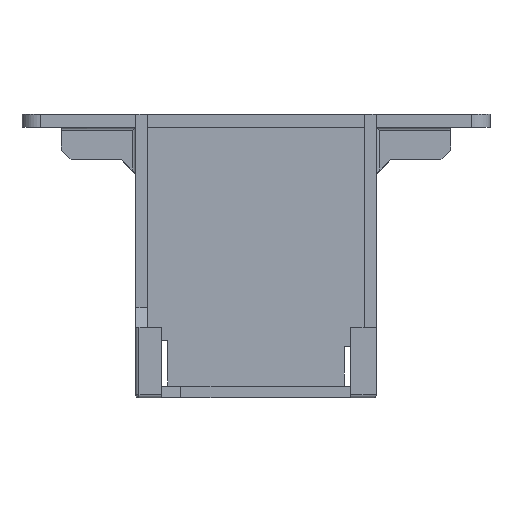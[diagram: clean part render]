
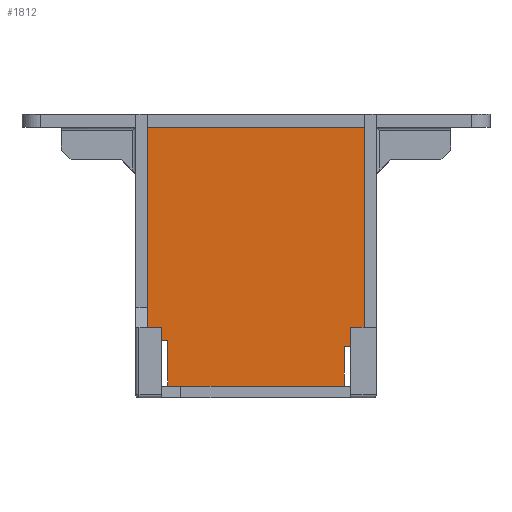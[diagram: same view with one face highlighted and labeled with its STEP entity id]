
A CAD part, left-side view. The second image highlights one B-rep face of the part: STEP entity #1812.
In plain terms, the highlighted planar face has unit normal (-1, 0, 0).
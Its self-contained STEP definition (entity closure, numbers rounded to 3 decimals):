
#6 = FACE_OUTER_BOUND ( 'NONE', #792, .T. ) ;
#24 = CARTESIAN_POINT ( 'NONE',  ( -0.6, 13.5, -32.6 ) ) ;
#48 = ORIENTED_EDGE ( 'NONE', *, *, #2072, .T. ) ;
#58 = VERTEX_POINT ( 'NONE', #1691 ) ;
#64 = CARTESIAN_POINT ( 'NONE',  ( -0.6, -13.5, -39.6 ) ) ;
#71 = AXIS2_PLACEMENT_3D ( 'NONE', #1665, #1683, #1496 ) ;
#114 = ORIENTED_EDGE ( 'NONE', *, *, #404, .F. ) ;
#168 = VERTEX_POINT ( 'NONE', #1750 ) ;
#188 = LINE ( 'NONE', #357, #1264 ) ;
#207 = CARTESIAN_POINT ( 'NONE',  ( -0.6, -16.6, -33.6 ) ) ;
#213 = LINE ( 'NONE', #1027, #915 ) ;
#294 = CARTESIAN_POINT ( 'NONE',  ( -0.6, 16.6, -32.6 ) ) ;
#357 = CARTESIAN_POINT ( 'NONE',  ( -0.6, -16.6, -33.6 ) ) ;
#404 = EDGE_CURVE ( 'NONE', #1888, #948, #213, .T. ) ;
#421 = EDGE_CURVE ( 'NONE', #1745, #1951, #188, .T. ) ;
#649 = DIRECTION ( 'NONE',  ( 0., -1., 0. ) ) ;
#652 = CARTESIAN_POINT ( 'NONE',  ( -0.6, 16.6, -19.6 ) ) ;
#660 = VECTOR ( 'NONE', #2351, 1000. ) ;
#700 = EDGE_CURVE ( 'NONE', #58, #1910, #1645, .T. ) ;
#792 = EDGE_LOOP ( 'NONE', ( #917, #836, #1177, #1500, #1788, #114, #48, #2023 ) ) ;
#806 = LINE ( 'NONE', #64, #2391 ) ;
#815 = VECTOR ( 'NONE', #1272, 1000. ) ;
#836 = ORIENTED_EDGE ( 'NONE', *, *, #985, .F. ) ;
#865 = PLANE ( 'NONE',  #71 ) ;
#915 = VECTOR ( 'NONE', #1526, 1000. ) ;
#917 = ORIENTED_EDGE ( 'NONE', *, *, #1094, .F. ) ;
#948 = VERTEX_POINT ( 'NONE', #983 ) ;
#983 = CARTESIAN_POINT ( 'NONE',  ( -0.6, 13.5, -39.6 ) ) ;
#985 = EDGE_CURVE ( 'NONE', #58, #168, #1388, .T. ) ;
#1027 = CARTESIAN_POINT ( 'NONE',  ( -0.6, -19.599, -39.6 ) ) ;
#1051 = CARTESIAN_POINT ( 'NONE',  ( -0.6, -13.5, -33.6 ) ) ;
#1094 = EDGE_CURVE ( 'NONE', #168, #1951, #2121, .T. ) ;
#1127 = LINE ( 'NONE', #294, #1787 ) ;
#1177 = ORIENTED_EDGE ( 'NONE', *, *, #700, .T. ) ;
#1205 = DIRECTION ( 'NONE',  ( 0., 0., 1. ) ) ;
#1258 = DIRECTION ( 'NONE',  ( 0., -1., 0. ) ) ;
#1264 = VECTOR ( 'NONE', #649, 1000. ) ;
#1272 = DIRECTION ( 'NONE',  ( 0., 0., -1. ) ) ;
#1299 = CARTESIAN_POINT ( 'NONE',  ( -0.6, -13.5, -39.6 ) ) ;
#1388 = LINE ( 'NONE', #1792, #660 ) ;
#1453 = VERTEX_POINT ( 'NONE', #24 ) ;
#1496 = DIRECTION ( 'NONE',  ( 0., -1., 0. ) ) ;
#1500 = ORIENTED_EDGE ( 'NONE', *, *, #2379, .T. ) ;
#1526 = DIRECTION ( 'NONE',  ( 0., 1., 0. ) ) ;
#1569 = LINE ( 'NONE', #2465, #2294 ) ;
#1645 = LINE ( 'NONE', #652, #2037 ) ;
#1662 = CARTESIAN_POINT ( 'NONE',  ( -0.6, -16.6, -20.6 ) ) ;
#1665 = CARTESIAN_POINT ( 'NONE',  ( -0.6, 25., -45. ) ) ;
#1683 = DIRECTION ( 'NONE',  ( -1., 0., 0. ) ) ;
#1691 = CARTESIAN_POINT ( 'NONE',  ( -0.6, 16.6, 0. ) ) ;
#1745 = VERTEX_POINT ( 'NONE', #1051 ) ;
#1750 = CARTESIAN_POINT ( 'NONE',  ( -0.6, -16.6, 0. ) ) ;
#1787 = VECTOR ( 'NONE', #1258, 1000. ) ;
#1788 = ORIENTED_EDGE ( 'NONE', *, *, #2297, .T. ) ;
#1792 = CARTESIAN_POINT ( 'NONE',  ( -0.6, 0., 0. ) ) ;
#1812 = ADVANCED_FACE ( 'NONE', ( #6 ), #865, .T. ) ;
#1888 = VERTEX_POINT ( 'NONE', #1299 ) ;
#1895 = DIRECTION ( 'NONE',  ( 0., 0., -1. ) ) ;
#1910 = VERTEX_POINT ( 'NONE', #2303 ) ;
#1951 = VERTEX_POINT ( 'NONE', #207 ) ;
#1987 = DIRECTION ( 'NONE',  ( 0., 0., -1. ) ) ;
#2023 = ORIENTED_EDGE ( 'NONE', *, *, #421, .T. ) ;
#2037 = VECTOR ( 'NONE', #1987, 1000. ) ;
#2072 = EDGE_CURVE ( 'NONE', #1888, #1745, #806, .T. ) ;
#2121 = LINE ( 'NONE', #1662, #815 ) ;
#2294 = VECTOR ( 'NONE', #1895, 1000. ) ;
#2297 = EDGE_CURVE ( 'NONE', #1453, #948, #1569, .T. ) ;
#2303 = CARTESIAN_POINT ( 'NONE',  ( -0.6, 16.6, -32.6 ) ) ;
#2351 = DIRECTION ( 'NONE',  ( 0., -1., 0. ) ) ;
#2379 = EDGE_CURVE ( 'NONE', #1910, #1453, #1127, .T. ) ;
#2391 = VECTOR ( 'NONE', #1205, 1000. ) ;
#2465 = CARTESIAN_POINT ( 'NONE',  ( -0.6, 13.5, -39.6 ) ) ;
